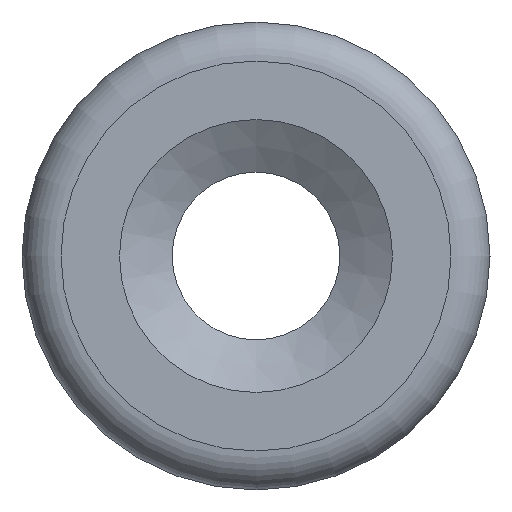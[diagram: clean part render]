
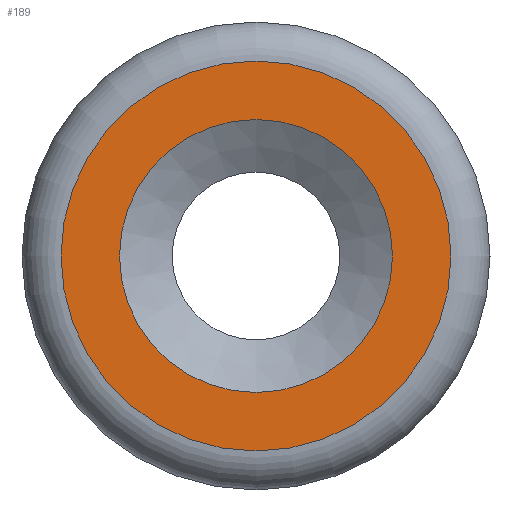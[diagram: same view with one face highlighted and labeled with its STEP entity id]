
A CAD part, left-side view. The second image highlights one B-rep face of the part: STEP entity #189.
In plain terms, the highlighted planar face has unit normal (-1, 0, 0).
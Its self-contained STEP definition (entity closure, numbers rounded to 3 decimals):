
#21=FACE_BOUND('',#63,.T.);
#25=PLANE('',#235);
#48=FACE_OUTER_BOUND('',#62,.T.);
#62=EDGE_LOOP('',(#150));
#63=EDGE_LOOP('',(#151));
#83=CIRCLE('',#234,5.);
#84=CIRCLE('',#236,3.5);
#99=VERTEX_POINT('',#344);
#100=VERTEX_POINT('',#348);
#118=EDGE_CURVE('',#99,#99,#83,.T.);
#119=EDGE_CURVE('',#100,#100,#84,.T.);
#150=ORIENTED_EDGE('',*,*,#118,.F.);
#151=ORIENTED_EDGE('',*,*,#119,.T.);
#189=ADVANCED_FACE('',(#48,#21),#25,.T.);
#234=AXIS2_PLACEMENT_3D('',#346,#281,#282);
#235=AXIS2_PLACEMENT_3D('',#347,#283,#284);
#236=AXIS2_PLACEMENT_3D('',#349,#285,#286);
#281=DIRECTION('center_axis',(1.,0.,0.));
#282=DIRECTION('ref_axis',(0.,-1.,0.));
#283=DIRECTION('center_axis',(-1.,0.,0.));
#284=DIRECTION('ref_axis',(0.,0.,1.));
#285=DIRECTION('center_axis',(1.,0.,0.));
#286=DIRECTION('ref_axis',(0.,0.,1.));
#344=CARTESIAN_POINT('',(0.,0.,5.));
#346=CARTESIAN_POINT('Origin',(0.,0.,0.));
#347=CARTESIAN_POINT('Origin',(0.,6.,0.));
#348=CARTESIAN_POINT('',(0.,0.,-3.5));
#349=CARTESIAN_POINT('Origin',(0.,0.,0.));
